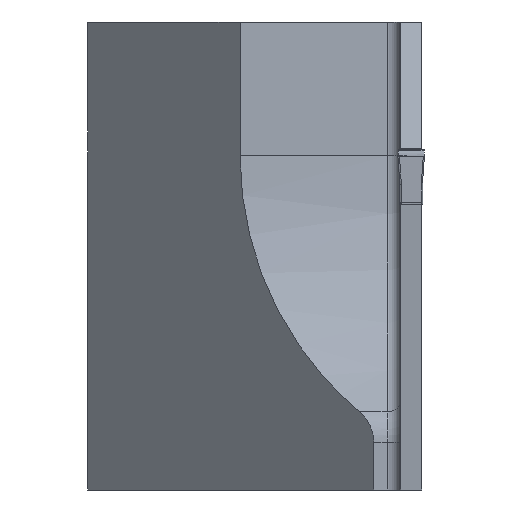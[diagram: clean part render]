
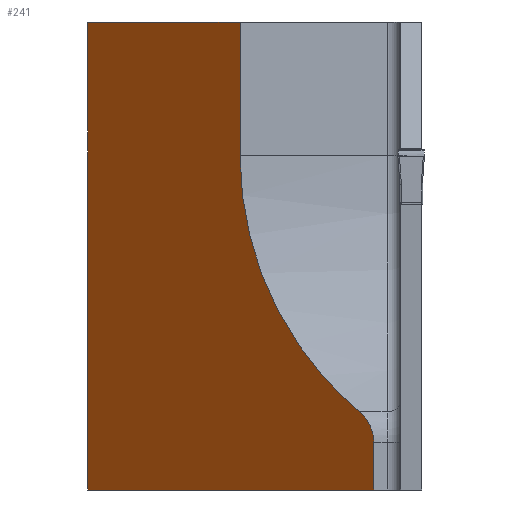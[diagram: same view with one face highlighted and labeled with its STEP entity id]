
A CAD part, left-side view. The second image highlights one B-rep face of the part: STEP entity #241.
In plain terms, the highlighted planar face has unit normal (-0.707, 0.707, 0).
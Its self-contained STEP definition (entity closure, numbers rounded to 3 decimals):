
#209=ELLIPSE('',#1036,4.243,3.);
#210=ELLIPSE('',#1052,35.355,25.);
#241=ADVANCED_FACE('',(#317),#280,.F.);
#280=PLANE('',#1062);
#317=FACE_OUTER_BOUND('',#363,.T.);
#363=EDGE_LOOP('',(#512,#513,#514,#515,#516,#517,#518));
#512=ORIENTED_EDGE('',*,*,#773,.F.);
#513=ORIENTED_EDGE('',*,*,#755,.F.);
#514=ORIENTED_EDGE('',*,*,#759,.F.);
#515=ORIENTED_EDGE('',*,*,#785,.F.);
#516=ORIENTED_EDGE('',*,*,#782,.F.);
#517=ORIENTED_EDGE('',*,*,#762,.F.);
#518=ORIENTED_EDGE('',*,*,#768,.F.);
#676=VERTEX_POINT('',#1404);
#677=VERTEX_POINT('',#1406);
#680=VERTEX_POINT('',#1413);
#681=VERTEX_POINT('',#1418);
#683=VERTEX_POINT('',#1421);
#685=VERTEX_POINT('',#1429);
#690=VERTEX_POINT('',#1457);
#755=EDGE_CURVE('',#676,#677,#871,.T.);
#759=EDGE_CURVE('',#680,#676,#209,.T.);
#762=EDGE_CURVE('',#681,#683,#876,.T.);
#768=EDGE_CURVE('',#685,#681,#881,.T.);
#773=EDGE_CURVE('',#677,#685,#885,.T.);
#782=EDGE_CURVE('',#683,#690,#893,.T.);
#785=EDGE_CURVE('',#690,#680,#210,.T.);
#871=LINE('',#1405,#960);
#876=LINE('',#1420,#965);
#881=LINE('',#1431,#970);
#885=LINE('',#1440,#974);
#893=LINE('',#1456,#982);
#960=VECTOR('',#1142,1.);
#965=VECTOR('',#1155,1.);
#970=VECTOR('',#1164,1.);
#974=VECTOR('',#1172,1.);
#982=VECTOR('',#1196,1.);
#1036=AXIS2_PLACEMENT_3D('',#1414,#1148,#1149);
#1052=AXIS2_PLACEMENT_3D('',#1462,#1201,#1202);
#1062=AXIS2_PLACEMENT_3D('',#1472,#1221,#1222);
#1142=DIRECTION('',(0.,0.,-1.));
#1148=DIRECTION('',(0.707,-0.707,0.));
#1149=DIRECTION('',(-0.707,-0.707,0.));
#1155=DIRECTION('',(-0.707,-0.707,0.));
#1164=DIRECTION('',(0.,0.,1.));
#1172=DIRECTION('',(0.707,0.707,0.));
#1196=DIRECTION('',(0.,0.,-1.));
#1201=DIRECTION('',(-0.707,0.707,0.));
#1202=DIRECTION('',(-0.707,-0.707,0.));
#1221=DIRECTION('',(0.707,-0.707,0.));
#1222=DIRECTION('',(0.707,0.707,0.));
#1404=CARTESIAN_POINT('',(6.,3.6,-21.448));
#1405=CARTESIAN_POINT('',(6.,3.6,30.));
#1406=CARTESIAN_POINT('',(6.,3.6,-25.));
#1413=CARTESIAN_POINT('',(7.071,4.671,-19.15));
#1414=CARTESIAN_POINT('',(9.,6.6,-21.448));
#1418=CARTESIAN_POINT('',(27.4,25.,10.));
#1420=CARTESIAN_POINT('',(27.4,25.,10.));
#1421=CARTESIAN_POINT('',(16.,13.6,10.));
#1429=CARTESIAN_POINT('',(27.4,25.,-25.));
#1431=CARTESIAN_POINT('',(27.4,25.,30.));
#1440=CARTESIAN_POINT('',(27.4,25.,-25.));
#1456=CARTESIAN_POINT('',(16.,13.6,30.));
#1457=CARTESIAN_POINT('',(16.,13.6,0.));
#1462=CARTESIAN_POINT('',(-9.,-11.4,0.));
#1472=CARTESIAN_POINT('',(27.4,25.,30.));
